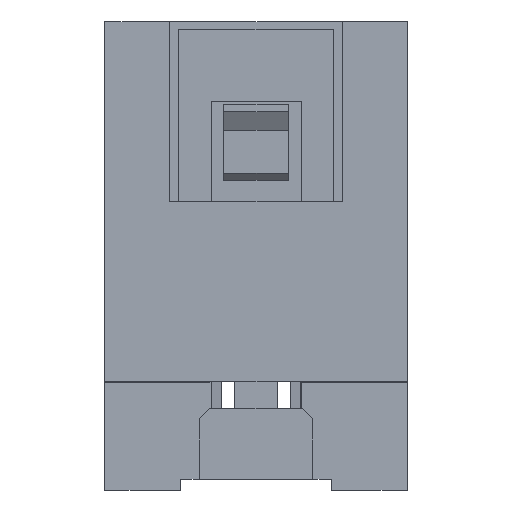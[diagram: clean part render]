
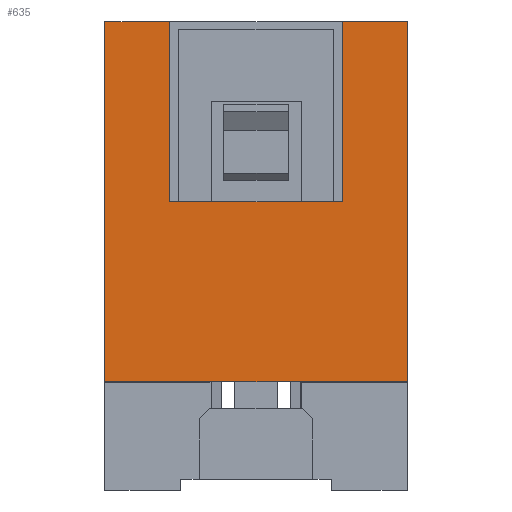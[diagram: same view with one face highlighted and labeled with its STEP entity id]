
A CAD part, left-side view. The second image highlights one B-rep face of the part: STEP entity #635.
In plain terms, the highlighted planar face has unit normal (-1, 0, 0).
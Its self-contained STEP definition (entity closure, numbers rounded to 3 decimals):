
#635 = ADVANCED_FACE( '', ( #1498 ), #1499, .T. );
#1498 = FACE_OUTER_BOUND( '', #2659, .T. );
#1499 = PLANE( '', #2660 );
#2659 = EDGE_LOOP( '', ( #4008, #4009, #4010, #4011, #4012, #4013, #4014, #4015 ) );
#2660 = AXIS2_PLACEMENT_3D( '', #4016, #4017, #4018 );
#4008 = ORIENTED_EDGE( '', *, *, #7548, .T. );
#4009 = ORIENTED_EDGE( '', *, *, #7549, .T. );
#4010 = ORIENTED_EDGE( '', *, *, #7550, .T. );
#4011 = ORIENTED_EDGE( '', *, *, #7551, .F. );
#4012 = ORIENTED_EDGE( '', *, *, #7552, .F. );
#4013 = ORIENTED_EDGE( '', *, *, #7553, .T. );
#4014 = ORIENTED_EDGE( '', *, *, #7554, .T. );
#4015 = ORIENTED_EDGE( '', *, *, #7555, .F. );
#4016 = CARTESIAN_POINT( '', ( -15.31, -4.2, -5. ) );
#4017 = DIRECTION( '', ( -1., 0., 0. ) );
#4018 = DIRECTION( '', ( 0., 0., 1. ) );
#7548 = EDGE_CURVE( '', #9162, #9163, #9164, .T. );
#7549 = EDGE_CURVE( '', #9163, #9165, #9166, .T. );
#7550 = EDGE_CURVE( '', #9165, #9167, #9168, .T. );
#7551 = EDGE_CURVE( '', #9169, #9167, #9170, .T. );
#7552 = EDGE_CURVE( '', #9171, #9169, #9172, .T. );
#7553 = EDGE_CURVE( '', #9171, #9173, #9174, .T. );
#7554 = EDGE_CURVE( '', #9173, #9175, #9176, .T. );
#7555 = EDGE_CURVE( '', #9162, #9175, #9177, .T. );
#9162 = VERTEX_POINT( '', #11472 );
#9163 = VERTEX_POINT( '', #11473 );
#9164 = LINE( '', #11474, #11475 );
#9165 = VERTEX_POINT( '', #11476 );
#9166 = LINE( '', #11477, #11478 );
#9167 = VERTEX_POINT( '', #11479 );
#9168 = LINE( '', #11480, #11481 );
#9169 = VERTEX_POINT( '', #11482 );
#9170 = LINE( '', #11483, #11484 );
#9171 = VERTEX_POINT( '', #11485 );
#9172 = LINE( '', #11486, #11487 );
#9173 = VERTEX_POINT( '', #11488 );
#9174 = LINE( '', #11489, #11490 );
#9175 = VERTEX_POINT( '', #11491 );
#9176 = LINE( '', #11492, #11493 );
#9177 = LINE( '', #11494, #11495 );
#11472 = CARTESIAN_POINT( '', ( -15.31, -2.4, 0. ) );
#11473 = CARTESIAN_POINT( '', ( -15.31, 2.4, 0. ) );
#11474 = CARTESIAN_POINT( '', ( -15.31, -2.4, 0. ) );
#11475 = VECTOR( '', #14301, 1000. );
#11476 = CARTESIAN_POINT( '', ( -15.31, 2.4, 5. ) );
#11477 = CARTESIAN_POINT( '', ( -15.31, 2.4, 0. ) );
#11478 = VECTOR( '', #14302, 1000. );
#11479 = CARTESIAN_POINT( '', ( -15.31, 4.2, 5. ) );
#11480 = CARTESIAN_POINT( '', ( -15.31, -4.2, 5. ) );
#11481 = VECTOR( '', #14303, 1000. );
#11482 = CARTESIAN_POINT( '', ( -15.31, 4.2, -5. ) );
#11483 = CARTESIAN_POINT( '', ( -15.31, 4.2, -5. ) );
#11484 = VECTOR( '', #14304, 1000. );
#11485 = CARTESIAN_POINT( '', ( -15.31, -4.2, -5. ) );
#11486 = CARTESIAN_POINT( '', ( -15.31, -4.2, -5. ) );
#11487 = VECTOR( '', #14305, 1000. );
#11488 = CARTESIAN_POINT( '', ( -15.31, -4.2, 5. ) );
#11489 = CARTESIAN_POINT( '', ( -15.31, -4.2, -5. ) );
#11490 = VECTOR( '', #14306, 1000. );
#11491 = CARTESIAN_POINT( '', ( -15.31, -2.4, 5. ) );
#11492 = CARTESIAN_POINT( '', ( -15.31, -4.2, 5. ) );
#11493 = VECTOR( '', #14307, 1000. );
#11494 = CARTESIAN_POINT( '', ( -15.31, -2.4, 0. ) );
#11495 = VECTOR( '', #14308, 1000. );
#14301 = DIRECTION( '', ( 0., 1., 0. ) );
#14302 = DIRECTION( '', ( 0., 0., 1. ) );
#14303 = DIRECTION( '', ( 0., 1., 0. ) );
#14304 = DIRECTION( '', ( 0., 0., 1. ) );
#14305 = DIRECTION( '', ( 0., 1., 0. ) );
#14306 = DIRECTION( '', ( 0., 0., 1. ) );
#14307 = DIRECTION( '', ( 0., 1., 0. ) );
#14308 = DIRECTION( '', ( 0., 0., 1. ) );
